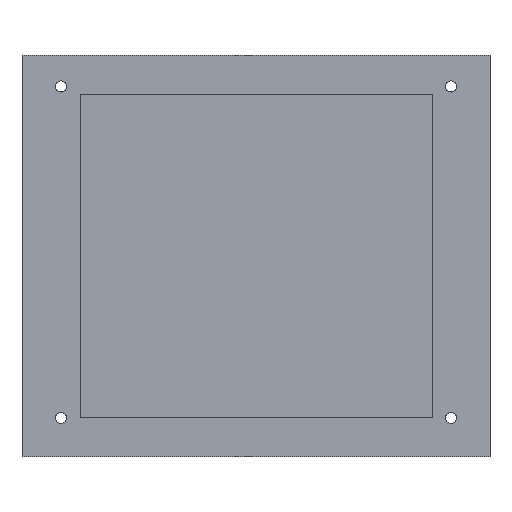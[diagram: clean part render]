
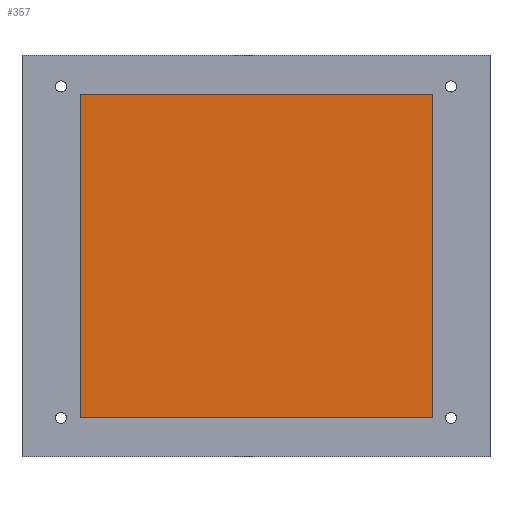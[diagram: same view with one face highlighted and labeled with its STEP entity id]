
A CAD part, top view. The second image highlights one B-rep face of the part: STEP entity #357.
In plain terms, the highlighted planar face has unit normal (0, 0, 1).
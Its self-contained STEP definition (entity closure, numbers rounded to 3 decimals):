
#41=FACE_OUTER_BOUND('',#59,.T.);
#59=EDGE_LOOP('',(#263,#264,#265,#266,#267,#268,#269,#270));
#89=LINE('',#520,#129);
#91=LINE('',#525,#131);
#93=LINE('',#529,#133);
#97=LINE('',#536,#137);
#98=LINE('',#539,#138);
#99=LINE('',#541,#139);
#100=LINE('',#542,#140);
#101=LINE('',#543,#141);
#129=VECTOR('',#423,10.);
#131=VECTOR('',#427,10.);
#133=VECTOR('',#431,10.);
#137=VECTOR('',#435,10.);
#138=VECTOR('',#438,10.);
#139=VECTOR('',#439,10.);
#140=VECTOR('',#440,10.);
#141=VECTOR('',#441,10.);
#167=VERTEX_POINT('',#516);
#168=VERTEX_POINT('',#518);
#169=VERTEX_POINT('',#522);
#170=VERTEX_POINT('',#524);
#171=VERTEX_POINT('',#528);
#174=VERTEX_POINT('',#534);
#175=VERTEX_POINT('',#538);
#176=VERTEX_POINT('',#540);
#201=EDGE_CURVE('',#168,#167,#89,.T.);
#203=EDGE_CURVE('',#170,#169,#91,.T.);
#205=EDGE_CURVE('',#167,#171,#93,.T.);
#209=EDGE_CURVE('',#174,#169,#97,.T.);
#210=EDGE_CURVE('',#175,#174,#98,.T.);
#211=EDGE_CURVE('',#176,#175,#99,.T.);
#212=EDGE_CURVE('',#171,#176,#100,.T.);
#213=EDGE_CURVE('',#170,#168,#101,.T.);
#263=ORIENTED_EDGE('',*,*,#209,.F.);
#264=ORIENTED_EDGE('',*,*,#210,.F.);
#265=ORIENTED_EDGE('',*,*,#211,.F.);
#266=ORIENTED_EDGE('',*,*,#212,.F.);
#267=ORIENTED_EDGE('',*,*,#205,.F.);
#268=ORIENTED_EDGE('',*,*,#201,.F.);
#269=ORIENTED_EDGE('',*,*,#213,.F.);
#270=ORIENTED_EDGE('',*,*,#203,.T.);
#343=PLANE('',#389);
#357=ADVANCED_FACE('',(#41),#343,.T.);
#389=AXIS2_PLACEMENT_3D('',#537,#436,#437);
#423=DIRECTION('',(0.,-1.,0.));
#427=DIRECTION('',(0.,-1.,0.));
#431=DIRECTION('',(1.,0.,0.));
#435=DIRECTION('',(1.,0.,0.));
#436=DIRECTION('center_axis',(0.,0.,1.));
#437=DIRECTION('ref_axis',(1.,0.,0.));
#438=DIRECTION('',(0.,1.,0.));
#439=DIRECTION('',(-1.,0.,0.));
#440=DIRECTION('',(0.,-1.,0.));
#441=DIRECTION('',(1.,0.,0.));
#516=CARTESIAN_POINT('',(38.68,93.05,3.));
#518=CARTESIAN_POINT('',(38.68,103.05,3.));
#520=CARTESIAN_POINT('',(38.68,103.05,3.));
#522=CARTESIAN_POINT('',(15.017,93.05,3.));
#524=CARTESIAN_POINT('',(15.017,103.05,3.));
#525=CARTESIAN_POINT('',(15.017,103.05,3.));
#528=CARTESIAN_POINT('',(95.38,93.05,3.));
#529=CARTESIAN_POINT('',(27.595,93.05,3.));
#534=CARTESIAN_POINT('',(5.,93.05,3.));
#536=CARTESIAN_POINT('',(27.595,93.05,3.));
#537=CARTESIAN_POINT('Origin',(50.19,51.525,3.));
#538=CARTESIAN_POINT('',(5.,10.,3.));
#539=CARTESIAN_POINT('',(5.,30.763,3.));
#540=CARTESIAN_POINT('',(95.38,10.,3.));
#541=CARTESIAN_POINT('',(72.785,10.,3.));
#542=CARTESIAN_POINT('',(95.38,72.288,3.));
#543=CARTESIAN_POINT('',(62.508,103.05,3.));
